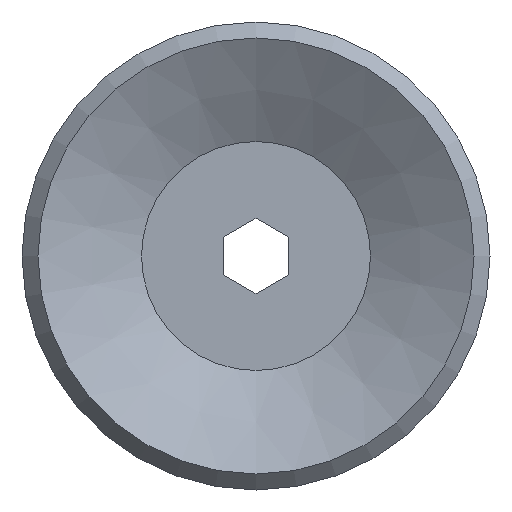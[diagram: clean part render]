
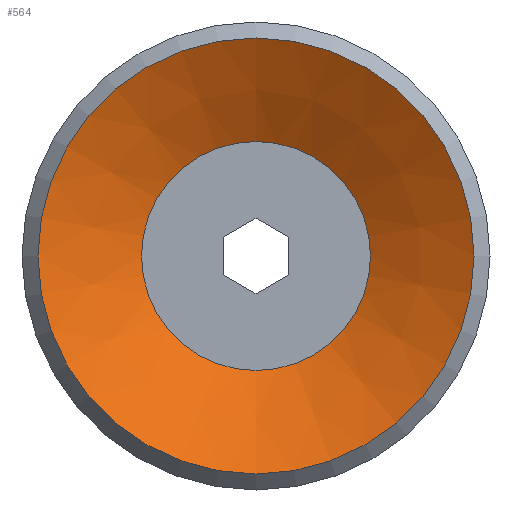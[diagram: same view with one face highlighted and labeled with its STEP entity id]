
A CAD part, front view. The second image highlights one B-rep face of the part: STEP entity #564.
In plain terms, the highlighted conical face has half-angle 60 degrees and reference radius 10 mm.
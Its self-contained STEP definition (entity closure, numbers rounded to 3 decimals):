
#61=CONICAL_SURFACE('',#609,10.,1.047);
#103=ORIENTED_EDGE('',*,*,#171,.F.);
#104=ORIENTED_EDGE('',*,*,#170,.T.);
#170=EDGE_CURVE('',#209,#209,#242,.T.);
#171=EDGE_CURVE('',#210,#210,#243,.T.);
#209=VERTEX_POINT('',#788);
#210=VERTEX_POINT('',#791);
#242=CIRCLE('',#608,10.);
#243=CIRCLE('',#610,5.25);
#274=EDGE_LOOP('',(#103));
#275=EDGE_LOOP('',(#104));
#324=FACE_BOUND('',#274,.T.);
#325=FACE_BOUND('',#275,.T.);
#564=ADVANCED_FACE('',(#324,#325),#61,.F.);
#608=AXIS2_PLACEMENT_3D('',#787,#681,#682);
#609=AXIS2_PLACEMENT_3D('',#789,#683,#684);
#610=AXIS2_PLACEMENT_3D('',#790,#685,#686);
#681=DIRECTION('',(0.,-1.,0.));
#682=DIRECTION('',(0.,0.,-1.));
#683=DIRECTION('',(0.,-1.,0.));
#684=DIRECTION('',(0.,0.,-1.));
#685=DIRECTION('',(0.,-1.,0.));
#686=DIRECTION('',(0.,0.,-1.));
#787=CARTESIAN_POINT('',(0.,0.,0.));
#788=CARTESIAN_POINT('',(0.,0.,-10.));
#789=CARTESIAN_POINT('',(0.,0.,0.));
#790=CARTESIAN_POINT('',(0.,2.742,0.));
#791=CARTESIAN_POINT('',(0.,2.742,-5.25));
